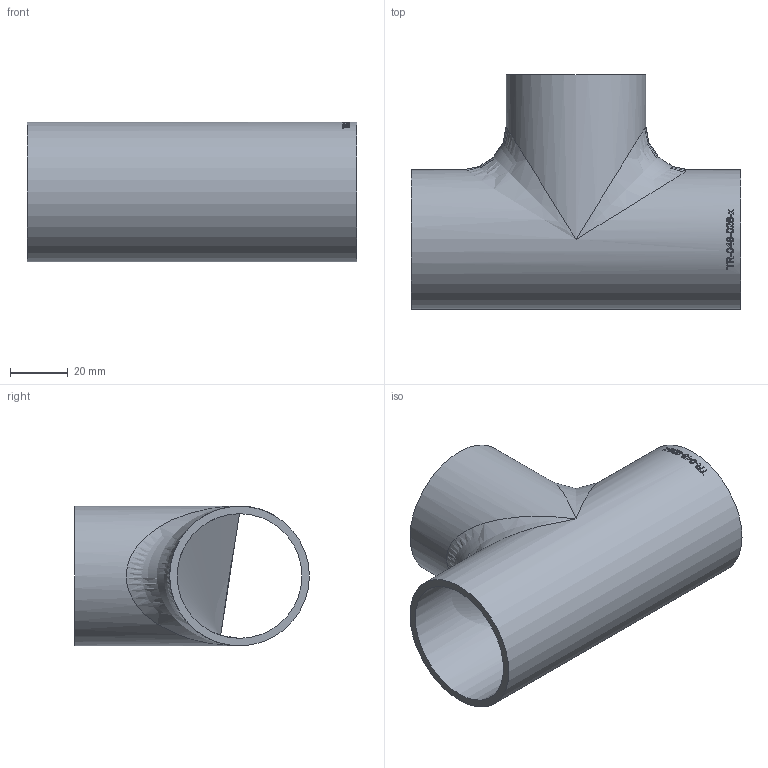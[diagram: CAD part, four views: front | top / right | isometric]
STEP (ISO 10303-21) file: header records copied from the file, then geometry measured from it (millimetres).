
FILE_DESCRIPTION (( 'STEP AP214' ), '1' );
FILE_NAME ('TR-048-026-x T-Stück Ø48,3x2,6 L114 1909.STEP', '2019-09-26T12:02:39', ( '' ), ( '' ), 'SwSTEP 2.0', 'SolidWorks 2016', '' );
FILE_SCHEMA (( 'AUTOMOTIVE_DESIGN' ));
Length unit declared in the file: millimetre
Products named in the file (1): TR-048-026-x T-Stück Ø48,3x2,6 L114 1909
Bounding box: 114 x 81.15 x 48.3 mm (x, y, z)
Volume: 52346.3 mm3; surface area: 41381.5 mm2
Topology: 1 solids, 1 shells, 163 faces, 430 edges, 278 vertices
Faces by surface type: bspline 89, plane 51, cylinder 23
Full cylindrical faces by diameter (mm): 43.1 x2, 48.3 x2
Entity records: 16698 total; most frequent: CARTESIAN_POINT 11874, ORIENTED_EDGE 826, EDGE_CURVE 413, DIRECTION 352, VERTEX_POINT 276, B_SPLINE_CURVE_WITH_KNOTS 265, EDGE_LOOP 191, FACE_OUTER_BOUND 167
